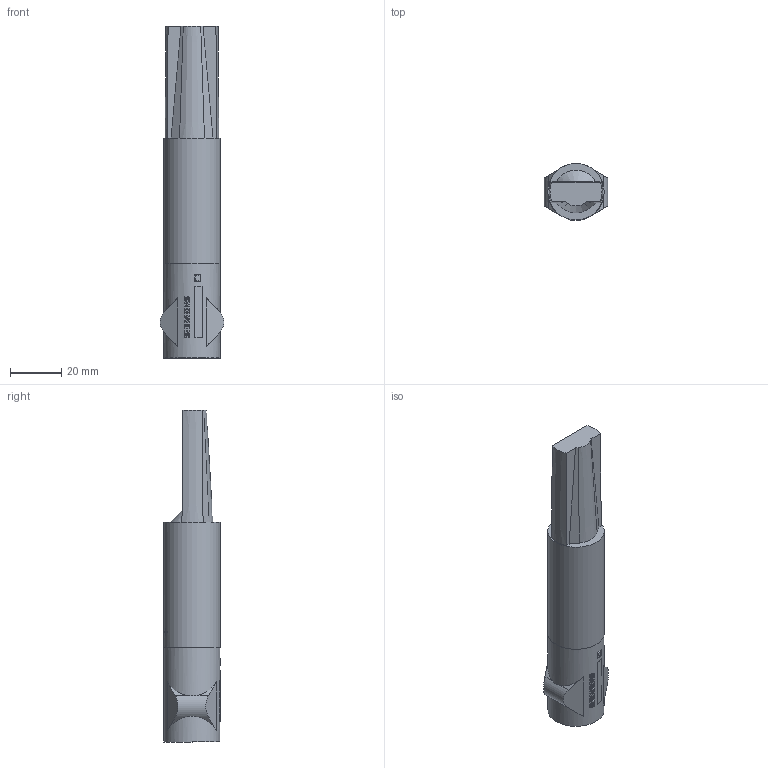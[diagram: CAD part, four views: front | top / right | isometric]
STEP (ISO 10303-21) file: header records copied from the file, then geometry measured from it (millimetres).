
FILE_DESCRIPTION(/* description */ ('Step214-Parts for PM'),/* implementation_level */ '2;1');
FILE_NAME(/* name */ 'RAR9.stp',/* time_stamp */ '2016-03-04T10:35:50+01:00',/* author */ ('EMC'),/* organization */ ('Siemens'),/* preprocessor_version */ 'ST-DEVELOPER v15',/* originating_system */ 'SIEMENS PLM Software NX 8.5',/* authorisation */ 'EMC/PM');
FILE_SCHEMA (('AUTOMOTIVE_DESIGN { 1 0 10303 214 3 1 1 1 }'));
Length unit declared in the file: millimetre
Products named in the file (1): Volc0838C2AAi9v5
Bounding box: 25 x 22.21 x 130.05 mm (x, y, z)
Volume: 40924.5 mm3; surface area: 9346.4 mm2
Topology: 1 solids, 1 shells, 191 faces, 514 edges, 341 vertices
Faces by surface type: plane 112, extrusion 54, cylinder 15, cone 10
Full cylindrical faces by diameter (mm): 22 x1, 22.1 x1
Entity records: 6948 total; most frequent: CARTESIAN_POINT 2297, ORIENTED_EDGE 1014, DIRECTION 824, EDGE_CURVE 507, VERTEX_POINT 337, VECTOR 316, LINE 262, AXIS2_PLACEMENT_3D 254
